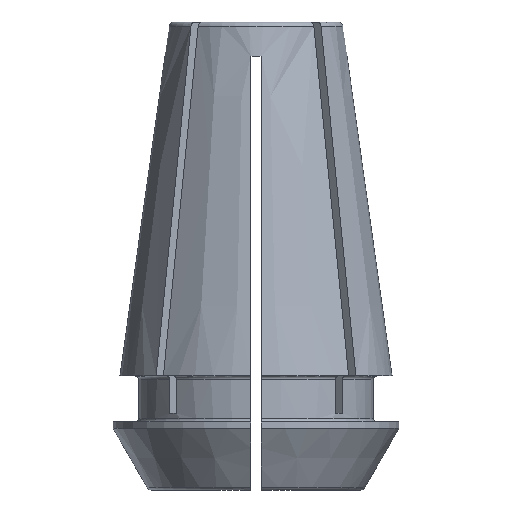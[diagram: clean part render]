
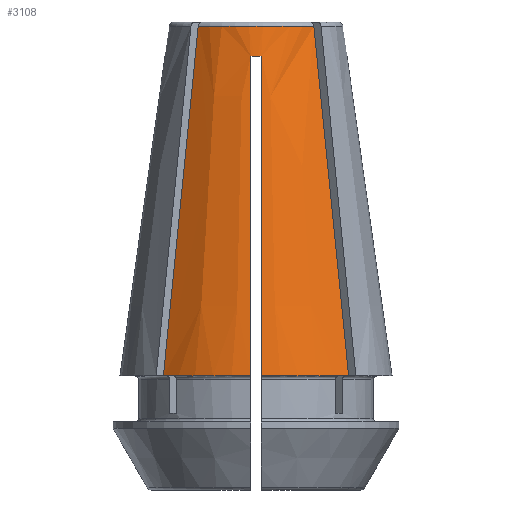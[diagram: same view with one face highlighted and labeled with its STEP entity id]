
A CAD part, front view. The second image highlights one B-rep face of the part: STEP entity #3108.
In plain terms, the highlighted conical face has half-angle 8 degrees and reference radius 5.077 mm.
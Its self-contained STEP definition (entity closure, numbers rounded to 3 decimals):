
#32=CONICAL_SURFACE('',#3440,5.077,0.14);
#158=B_SPLINE_CURVE_WITH_KNOTS('',3,(#5509,#5510,#5511,#5512,#5513,#5514,
#5515),.UNSPECIFIED.,.F.,.F.,(4,3,4),(0.,0.014,
0.021),.UNSPECIFIED.);
#159=B_SPLINE_CURVE_WITH_KNOTS('',3,(#5516,#5517,#5518,#5519,#5520,#5521,
#5522),.UNSPECIFIED.,.F.,.F.,(4,3,4),(0.,0.014,
0.021),.UNSPECIFIED.);
#160=B_SPLINE_CURVE_WITH_KNOTS('',3,(#5526,#5527,#5528,#5529,#5530,#5531,
#5532,#5533,#5534,#5535),.UNSPECIFIED.,.F.,.F.,(4,3,3,4),(0.008,
0.01,0.019,0.027),
 .UNSPECIFIED.);
#161=B_SPLINE_CURVE_WITH_KNOTS('',3,(#5536,#5537,#5538,#5539,#5540,#5541,
#5542,#5543,#5544,#5545),.UNSPECIFIED.,.F.,.F.,(4,3,3,4),(0.008,
0.01,0.019,0.027),
 .UNSPECIFIED.);
#248=CIRCLE('',#3216,5.358);
#377=CIRCLE('',#3438,5.113);
#379=CIRCLE('',#3441,8.);
#380=CIRCLE('',#3442,8.);
#977=ORIENTED_EDGE('',*,*,#1790,.T.);
#978=ORIENTED_EDGE('',*,*,#1791,.T.);
#979=ORIENTED_EDGE('',*,*,#1786,.F.);
#980=ORIENTED_EDGE('',*,*,#1792,.F.);
#981=ORIENTED_EDGE('',*,*,#1793,.T.);
#982=ORIENTED_EDGE('',*,*,#1794,.F.);
#983=ORIENTED_EDGE('',*,*,#1485,.F.);
#984=ORIENTED_EDGE('',*,*,#1795,.T.);
#1485=EDGE_CURVE('',#1970,#1971,#248,.T.);
#1786=EDGE_CURVE('',#2183,#2184,#377,.T.);
#1790=EDGE_CURVE('',#2187,#2188,#379,.T.);
#1791=EDGE_CURVE('',#2188,#2184,#158,.T.);
#1792=EDGE_CURVE('',#2189,#2183,#159,.T.);
#1793=EDGE_CURVE('',#2189,#2190,#380,.T.);
#1794=EDGE_CURVE('',#1971,#2190,#160,.T.);
#1795=EDGE_CURVE('',#1970,#2187,#161,.T.);
#1970=VERTEX_POINT('',#4671);
#1971=VERTEX_POINT('',#4673);
#2183=VERTEX_POINT('',#5492);
#2184=VERTEX_POINT('',#5493);
#2187=VERTEX_POINT('',#5507);
#2188=VERTEX_POINT('',#5508);
#2189=VERTEX_POINT('',#5523);
#2190=VERTEX_POINT('',#5525);
#2708=EDGE_LOOP('',(#977,#978,#979,#980,#981,#982,#983,#984));
#2872=FACE_BOUND('',#2708,.T.);
#3108=ADVANCED_FACE('',(#2872),#32,.T.);
#3216=AXIS2_PLACEMENT_3D('',#4672,#3659,#3660);
#3438=AXIS2_PLACEMENT_3D('',#5491,#4214,#4215);
#3440=AXIS2_PLACEMENT_3D('',#5505,#4218,#4219);
#3441=AXIS2_PLACEMENT_3D('',#5506,#4220,#4221);
#3442=AXIS2_PLACEMENT_3D('',#5524,#4222,#4223);
#3659=DIRECTION('',(0.,0.,-1.));
#3660=DIRECTION('',(-1.,0.,0.));
#4214=DIRECTION('',(0.,0.,1.));
#4215=DIRECTION('',(1.,0.,0.));
#4218=DIRECTION('',(0.,0.,-1.));
#4219=DIRECTION('',(-1.,0.,0.));
#4220=DIRECTION('',(0.,0.,1.));
#4221=DIRECTION('',(1.,0.,0.));
#4222=DIRECTION('',(0.,0.,1.));
#4223=DIRECTION('',(1.,0.,0.));
#4671=CARTESIAN_POINT('',(0.3,-5.349,25.7));
#4672=CARTESIAN_POINT('',(0.,0.,25.7));
#4673=CARTESIAN_POINT('',(-0.3,-5.349,25.7));
#5491=CARTESIAN_POINT('',(0.,0.,27.442));
#5492=CARTESIAN_POINT('',(-3.397,-3.821,27.442));
#5493=CARTESIAN_POINT('',(3.397,-3.821,27.442));
#5505=CARTESIAN_POINT('',(0.,0.,27.7));
#5506=CARTESIAN_POINT('',(0.,0.,6.9));
#5507=CARTESIAN_POINT('',(0.3,-7.994,6.9));
#5508=CARTESIAN_POINT('',(5.441,-5.865,6.9));
#5509=CARTESIAN_POINT('',(5.441,-5.865,6.9));
#5510=CARTESIAN_POINT('',(4.98,-5.404,11.536));
#5511=CARTESIAN_POINT('',(4.519,-4.943,16.172));
#5512=CARTESIAN_POINT('',(4.057,-4.482,20.808));
#5513=CARTESIAN_POINT('',(3.837,-4.262,23.019));
#5514=CARTESIAN_POINT('',(3.617,-4.041,25.231));
#5515=CARTESIAN_POINT('',(3.397,-3.821,27.442));
#5516=CARTESIAN_POINT('',(-5.441,-5.865,6.9));
#5517=CARTESIAN_POINT('',(-4.98,-5.404,11.536));
#5518=CARTESIAN_POINT('',(-4.519,-4.943,16.172));
#5519=CARTESIAN_POINT('',(-4.057,-4.482,20.808));
#5520=CARTESIAN_POINT('',(-3.837,-4.262,23.019));
#5521=CARTESIAN_POINT('',(-3.617,-4.041,25.231));
#5522=CARTESIAN_POINT('',(-3.397,-3.821,27.442));
#5523=CARTESIAN_POINT('',(-5.441,-5.865,6.9));
#5524=CARTESIAN_POINT('',(0.,0.,6.9));
#5525=CARTESIAN_POINT('',(-0.3,-7.994,6.9));
#5526=CARTESIAN_POINT('',(-0.3,-5.349,25.7));
#5527=CARTESIAN_POINT('',(-0.3,-5.41,25.271));
#5528=CARTESIAN_POINT('',(-0.3,-5.47,24.843));
#5529=CARTESIAN_POINT('',(-0.3,-5.53,24.414));
#5530=CARTESIAN_POINT('',(-0.3,-5.982,21.204));
#5531=CARTESIAN_POINT('',(-0.3,-6.434,17.995));
#5532=CARTESIAN_POINT('',(-0.3,-6.885,14.785));
#5533=CARTESIAN_POINT('',(-0.3,-7.255,12.157));
#5534=CARTESIAN_POINT('',(-0.3,-7.625,9.528));
#5535=CARTESIAN_POINT('',(-0.3,-7.994,6.9));
#5536=CARTESIAN_POINT('',(0.3,-5.349,25.7));
#5537=CARTESIAN_POINT('',(0.3,-5.41,25.271));
#5538=CARTESIAN_POINT('',(0.3,-5.47,24.843));
#5539=CARTESIAN_POINT('',(0.3,-5.53,24.414));
#5540=CARTESIAN_POINT('',(0.3,-5.982,21.204));
#5541=CARTESIAN_POINT('',(0.3,-6.434,17.995));
#5542=CARTESIAN_POINT('',(0.3,-6.885,14.785));
#5543=CARTESIAN_POINT('',(0.3,-7.255,12.157));
#5544=CARTESIAN_POINT('',(0.3,-7.625,9.528));
#5545=CARTESIAN_POINT('',(0.3,-7.994,6.9));
